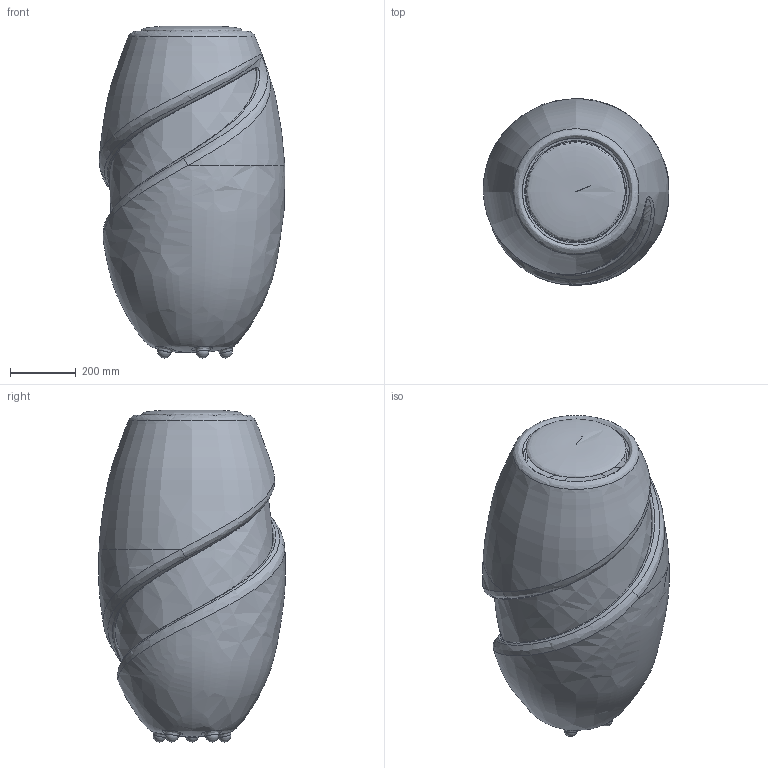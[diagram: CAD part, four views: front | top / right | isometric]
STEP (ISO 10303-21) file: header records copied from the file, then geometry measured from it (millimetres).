
FILE_DESCRIPTION(('FreeCAD Model'),'2;1');
FILE_NAME('Open CASCADE Shape Model','2025-05-28T12:00:21',('FreeCAD'),( 'FreeCAD'),'Open CASCADE STEP processor 7.6','FreeCAD','Unknown');
FILE_SCHEMA(('AUTOMOTIVE_DESIGN { 1 0 10303 214 1 1 1 1 }'));
Products named in the file (1): Open CASCADE STEP translator 7.6 1
Bounding box: 563.07 x 567.39 x 1007.46 mm (x, y, z)
Volume: 39956993.6 mm3; surface area: 8467027.8 mm2
Topology: 110 solids, 111 shells, 1604 faces, 3537 edges, 2204 vertices
Faces by surface type: plane 586, cylinder 407, cone 277, torus 268, bspline 61, sphere 5
Full cylindrical faces by diameter (mm): 0 x3, 0.001 x1, 5.657 x1, 6 x8, 6.325 x1, 6.804 x1, 7.813 x1, 8.499 x3, 10 x1, 10.312 x1, 11.941 x1, 14.142 x1, 14.216 x1, 14.687 x1, 14.773 x1, 16.954 x1, 17.535 x2, 17.6 x2, 18.494 x8, 19.8 x2, 20 x1, 20.778 x2, 22.409 x1, 22.917 x3, 23.011 x1, 23.113 x3, 24 x3, 24.507 x4, 26.231 x3, 28.434 x3
Entity records: 63344 total; most frequent: CARTESIAN_POINT 27703, DIRECTION 7707, ORIENTED_EDGE 7024, EDGE_CURVE 3512, AXIS2_PLACEMENT_3D 3260, VERTEX_POINT 2202, FACE_BOUND 1932, EDGE_LOOP 1930
